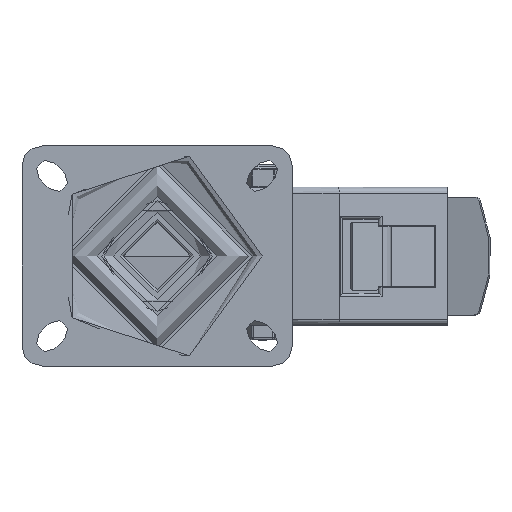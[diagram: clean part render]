
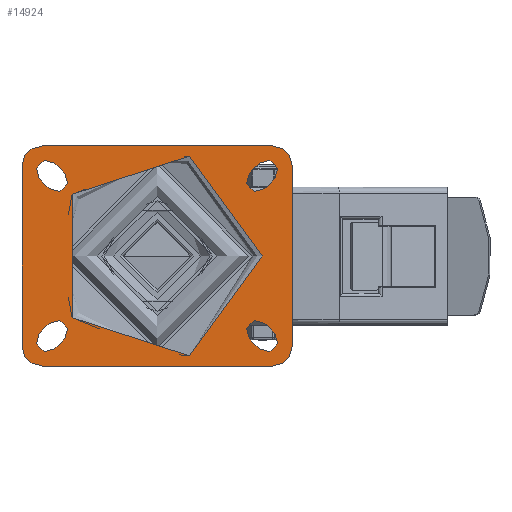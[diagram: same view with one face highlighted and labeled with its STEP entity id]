
A CAD part, top view. The second image highlights one B-rep face of the part: STEP entity #14924.
In plain terms, the highlighted planar face has unit normal (0, 0, 1).
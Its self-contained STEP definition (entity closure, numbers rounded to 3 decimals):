
#1348=FACE_BOUND('',#5515,.T.);
#1349=FACE_BOUND('',#5516,.T.);
#1350=FACE_BOUND('',#5517,.T.);
#1351=FACE_BOUND('',#5518,.T.);
#1352=FACE_BOUND('',#5519,.T.);
#1594=PLANE('',#16268);
#2242=LINE('',#28570,#3266);
#2243=LINE('',#28571,#3267);
#2244=LINE('',#28572,#3268);
#2245=LINE('',#28573,#3269);
#2246=LINE('',#28574,#3270);
#2247=LINE('',#28575,#3271);
#2248=LINE('',#28576,#3272);
#2249=LINE('',#28577,#3273);
#2250=LINE('',#28578,#3274);
#2251=LINE('',#28579,#3275);
#2252=LINE('',#28580,#3276);
#2253=LINE('',#28581,#3277);
#3266=VECTOR('',#18848,1000.);
#3267=VECTOR('',#18849,1000.);
#3268=VECTOR('',#18850,1000.);
#3269=VECTOR('',#18851,1000.);
#3270=VECTOR('',#18852,1000.);
#3271=VECTOR('',#18853,1000.);
#3272=VECTOR('',#18854,1000.);
#3273=VECTOR('',#18855,1000.);
#3274=VECTOR('',#18856,1000.);
#3275=VECTOR('',#18857,1000.);
#3276=VECTOR('',#18858,1000.);
#3277=VECTOR('',#18859,1000.);
#4515=FACE_OUTER_BOUND('',#5514,.T.);
#5514=EDGE_LOOP('',(#12436,#12437,#12438,#12439,#12440,#12441,#12442,#12443));
#5515=EDGE_LOOP('',(#12444));
#5516=EDGE_LOOP('',(#12445,#12446,#12447,#12448));
#5517=EDGE_LOOP('',(#12449,#12450,#12451,#12452));
#5518=EDGE_LOOP('',(#12453,#12454,#12455,#12456));
#5519=EDGE_LOOP('',(#12457,#12458,#12459,#12460));
#6211=CIRCLE('',#16112,5.5);
#6214=CIRCLE('',#16116,5.5);
#6215=CIRCLE('',#16118,5.5);
#6218=CIRCLE('',#16122,5.5);
#6219=CIRCLE('',#16124,5.5);
#6222=CIRCLE('',#16128,5.5);
#6223=CIRCLE('',#16130,5.5);
#6226=CIRCLE('',#16134,5.5);
#6227=CIRCLE('',#16136,10.);
#6229=CIRCLE('',#16139,10.);
#6231=CIRCLE('',#16142,10.);
#6233=CIRCLE('',#16145,10.);
#6240=CIRCLE('',#16154,52.494);
#7170=VERTEX_POINT('',#25652);
#7171=VERTEX_POINT('',#25653);
#7176=VERTEX_POINT('',#25664);
#7177=VERTEX_POINT('',#25666);
#7178=VERTEX_POINT('',#25670);
#7179=VERTEX_POINT('',#25671);
#7184=VERTEX_POINT('',#25682);
#7185=VERTEX_POINT('',#25684);
#7186=VERTEX_POINT('',#25688);
#7187=VERTEX_POINT('',#25689);
#7192=VERTEX_POINT('',#25700);
#7193=VERTEX_POINT('',#25702);
#7194=VERTEX_POINT('',#25706);
#7195=VERTEX_POINT('',#25707);
#7200=VERTEX_POINT('',#25718);
#7201=VERTEX_POINT('',#25720);
#7202=VERTEX_POINT('',#25724);
#7203=VERTEX_POINT('',#25725);
#7206=VERTEX_POINT('',#25733);
#7207=VERTEX_POINT('',#25734);
#7210=VERTEX_POINT('',#25742);
#7211=VERTEX_POINT('',#25743);
#7214=VERTEX_POINT('',#25751);
#7215=VERTEX_POINT('',#25752);
#7221=VERTEX_POINT('',#25768);
#8921=EDGE_CURVE('',#7170,#7171,#6211,.T.);
#8927=EDGE_CURVE('',#7177,#7176,#6214,.T.);
#8929=EDGE_CURVE('',#7178,#7179,#6215,.T.);
#8935=EDGE_CURVE('',#7185,#7184,#6218,.T.);
#8937=EDGE_CURVE('',#7186,#7187,#6219,.T.);
#8943=EDGE_CURVE('',#7193,#7192,#6222,.T.);
#8945=EDGE_CURVE('',#7194,#7195,#6223,.T.);
#8951=EDGE_CURVE('',#7201,#7200,#6226,.T.);
#8953=EDGE_CURVE('',#7202,#7203,#6227,.T.);
#8957=EDGE_CURVE('',#7206,#7207,#6229,.T.);
#8961=EDGE_CURVE('',#7210,#7211,#6231,.T.);
#8965=EDGE_CURVE('',#7214,#7215,#6233,.T.);
#8974=EDGE_CURVE('',#7221,#7221,#6240,.T.);
#9120=EDGE_CURVE('',#7207,#7210,#2242,.T.);
#9121=EDGE_CURVE('',#7203,#7206,#2243,.T.);
#9122=EDGE_CURVE('',#7215,#7202,#2244,.T.);
#9123=EDGE_CURVE('',#7211,#7214,#2245,.T.);
#9124=EDGE_CURVE('',#7176,#7170,#2246,.T.);
#9125=EDGE_CURVE('',#7171,#7177,#2247,.T.);
#9126=EDGE_CURVE('',#7184,#7178,#2248,.T.);
#9127=EDGE_CURVE('',#7179,#7185,#2249,.T.);
#9128=EDGE_CURVE('',#7192,#7186,#2250,.T.);
#9129=EDGE_CURVE('',#7187,#7193,#2251,.T.);
#9130=EDGE_CURVE('',#7200,#7194,#2252,.T.);
#9131=EDGE_CURVE('',#7195,#7201,#2253,.T.);
#12436=ORIENTED_EDGE('',*,*,#8961,.F.);
#12437=ORIENTED_EDGE('',*,*,#9120,.F.);
#12438=ORIENTED_EDGE('',*,*,#8957,.F.);
#12439=ORIENTED_EDGE('',*,*,#9121,.F.);
#12440=ORIENTED_EDGE('',*,*,#8953,.F.);
#12441=ORIENTED_EDGE('',*,*,#9122,.F.);
#12442=ORIENTED_EDGE('',*,*,#8965,.F.);
#12443=ORIENTED_EDGE('',*,*,#9123,.F.);
#12444=ORIENTED_EDGE('',*,*,#8974,.F.);
#12445=ORIENTED_EDGE('',*,*,#9124,.T.);
#12446=ORIENTED_EDGE('',*,*,#8921,.T.);
#12447=ORIENTED_EDGE('',*,*,#9125,.T.);
#12448=ORIENTED_EDGE('',*,*,#8927,.T.);
#12449=ORIENTED_EDGE('',*,*,#9126,.T.);
#12450=ORIENTED_EDGE('',*,*,#8929,.T.);
#12451=ORIENTED_EDGE('',*,*,#9127,.T.);
#12452=ORIENTED_EDGE('',*,*,#8935,.T.);
#12453=ORIENTED_EDGE('',*,*,#9128,.T.);
#12454=ORIENTED_EDGE('',*,*,#8937,.T.);
#12455=ORIENTED_EDGE('',*,*,#9129,.T.);
#12456=ORIENTED_EDGE('',*,*,#8943,.T.);
#12457=ORIENTED_EDGE('',*,*,#9130,.T.);
#12458=ORIENTED_EDGE('',*,*,#8945,.T.);
#12459=ORIENTED_EDGE('',*,*,#9131,.T.);
#12460=ORIENTED_EDGE('',*,*,#8951,.T.);
#14924=ADVANCED_FACE('',(#4515,#1348,#1349,#1350,#1351,#1352),#1594,.T.);
#16112=AXIS2_PLACEMENT_3D('',#25654,#18460,#18461);
#16116=AXIS2_PLACEMENT_3D('',#25667,#18471,#18472);
#16118=AXIS2_PLACEMENT_3D('',#25672,#18476,#18477);
#16122=AXIS2_PLACEMENT_3D('',#25685,#18487,#18488);
#16124=AXIS2_PLACEMENT_3D('',#25690,#18492,#18493);
#16128=AXIS2_PLACEMENT_3D('',#25703,#18503,#18504);
#16130=AXIS2_PLACEMENT_3D('',#25708,#18508,#18509);
#16134=AXIS2_PLACEMENT_3D('',#25721,#18519,#18520);
#16136=AXIS2_PLACEMENT_3D('',#25726,#18524,#18525);
#16139=AXIS2_PLACEMENT_3D('',#25735,#18532,#18533);
#16142=AXIS2_PLACEMENT_3D('',#25744,#18540,#18541);
#16145=AXIS2_PLACEMENT_3D('',#25753,#18548,#18549);
#16154=AXIS2_PLACEMENT_3D('',#25770,#18568,#18569);
#16268=AXIS2_PLACEMENT_3D('',#28569,#18846,#18847);
#18460=DIRECTION('center_axis',(0.,0.,-1.));
#18461=DIRECTION('ref_axis',(1.,0.,0.));
#18471=DIRECTION('center_axis',(0.,0.,-1.));
#18472=DIRECTION('ref_axis',(1.,0.,0.));
#18476=DIRECTION('center_axis',(0.,0.,-1.));
#18477=DIRECTION('ref_axis',(1.,0.,0.));
#18487=DIRECTION('center_axis',(0.,0.,-1.));
#18488=DIRECTION('ref_axis',(1.,0.,0.));
#18492=DIRECTION('center_axis',(0.,0.,-1.));
#18493=DIRECTION('ref_axis',(-1.,0.,0.));
#18503=DIRECTION('center_axis',(0.,0.,-1.));
#18504=DIRECTION('ref_axis',(-1.,0.,0.));
#18508=DIRECTION('center_axis',(0.,0.,-1.));
#18509=DIRECTION('ref_axis',(-1.,0.,0.));
#18519=DIRECTION('center_axis',(0.,0.,-1.));
#18520=DIRECTION('ref_axis',(-1.,0.,0.));
#18524=DIRECTION('center_axis',(0.,0.,-1.));
#18525=DIRECTION('ref_axis',(0.707,0.707,0.));
#18532=DIRECTION('center_axis',(0.,0.,-1.));
#18533=DIRECTION('ref_axis',(0.707,-0.707,0.));
#18540=DIRECTION('center_axis',(0.,0.,-1.));
#18541=DIRECTION('ref_axis',(-0.707,-0.707,0.));
#18548=DIRECTION('center_axis',(0.,0.,-1.));
#18549=DIRECTION('ref_axis',(-0.707,0.707,0.));
#18568=DIRECTION('center_axis',(0.,0.,1.));
#18569=DIRECTION('ref_axis',(-1.,0.,0.));
#18846=DIRECTION('center_axis',(0.,0.,1.));
#18847=DIRECTION('ref_axis',(1.,0.,0.));
#18848=DIRECTION('',(-1.,0.,0.));
#18849=DIRECTION('',(0.,-1.,0.));
#18850=DIRECTION('',(1.,0.,0.));
#18851=DIRECTION('',(0.,1.,0.));
#18852=DIRECTION('',(0.707,-0.707,0.));
#18853=DIRECTION('',(-0.707,0.707,0.));
#18854=DIRECTION('',(0.707,0.707,0.));
#18855=DIRECTION('',(-0.707,-0.707,0.));
#18856=DIRECTION('',(-0.707,-0.707,0.));
#18857=DIRECTION('',(0.707,0.707,0.));
#18858=DIRECTION('',(-0.707,0.707,0.));
#18859=DIRECTION('',(0.707,-0.707,0.));
#25652=CARTESIAN_POINT('',(-46.136,41.414,0.));
#25653=CARTESIAN_POINT('',(-53.914,33.636,0.));
#25654=CARTESIAN_POINT('Origin',(-50.025,37.525,0.));
#25664=CARTESIAN_POINT('',(-51.086,46.364,0.));
#25666=CARTESIAN_POINT('',(-58.864,38.586,0.));
#25667=CARTESIAN_POINT('Origin',(-54.975,42.475,0.));
#25670=CARTESIAN_POINT('',(-53.914,-33.636,0.));
#25671=CARTESIAN_POINT('',(-46.136,-41.414,0.));
#25672=CARTESIAN_POINT('Origin',(-50.025,-37.525,0.));
#25682=CARTESIAN_POINT('',(-58.864,-38.586,0.));
#25684=CARTESIAN_POINT('',(-51.086,-46.364,0.));
#25685=CARTESIAN_POINT('Origin',(-54.975,-42.475,0.));
#25688=CARTESIAN_POINT('',(53.914,33.636,0.));
#25689=CARTESIAN_POINT('',(46.136,41.414,0.));
#25690=CARTESIAN_POINT('Origin',(50.025,37.525,0.));
#25700=CARTESIAN_POINT('',(58.864,38.586,0.));
#25702=CARTESIAN_POINT('',(51.086,46.364,0.));
#25703=CARTESIAN_POINT('Origin',(54.975,42.475,0.));
#25706=CARTESIAN_POINT('',(46.136,-41.414,0.));
#25707=CARTESIAN_POINT('',(53.914,-33.636,0.));
#25708=CARTESIAN_POINT('Origin',(50.025,-37.525,0.));
#25718=CARTESIAN_POINT('',(51.086,-46.364,0.));
#25720=CARTESIAN_POINT('',(58.864,-38.586,0.));
#25721=CARTESIAN_POINT('Origin',(54.975,-42.475,0.));
#25724=CARTESIAN_POINT('',(57.5,55.,0.));
#25725=CARTESIAN_POINT('',(67.5,45.,0.));
#25726=CARTESIAN_POINT('Origin',(57.5,45.,0.));
#25733=CARTESIAN_POINT('',(67.5,-45.,0.));
#25734=CARTESIAN_POINT('',(57.5,-55.,0.));
#25735=CARTESIAN_POINT('Origin',(57.5,-45.,0.));
#25742=CARTESIAN_POINT('',(-57.5,-55.,0.));
#25743=CARTESIAN_POINT('',(-67.5,-45.,0.));
#25744=CARTESIAN_POINT('Origin',(-57.5,-45.,0.));
#25751=CARTESIAN_POINT('',(-67.5,45.,0.));
#25752=CARTESIAN_POINT('',(-57.5,55.,0.));
#25753=CARTESIAN_POINT('Origin',(-57.5,45.,0.));
#25768=CARTESIAN_POINT('',(52.494,0.,0.));
#25770=CARTESIAN_POINT('Origin',(0.,0.,0.));
#28569=CARTESIAN_POINT('Origin',(0.,0.,0.));
#28570=CARTESIAN_POINT('',(67.5,-55.,0.));
#28571=CARTESIAN_POINT('',(67.5,55.,0.));
#28572=CARTESIAN_POINT('',(-67.5,55.,0.));
#28573=CARTESIAN_POINT('',(-67.5,-55.,0.));
#28574=CARTESIAN_POINT('',(-51.086,46.364,0.));
#28575=CARTESIAN_POINT('',(-58.864,38.586,0.));
#28576=CARTESIAN_POINT('',(-58.864,-38.586,0.));
#28577=CARTESIAN_POINT('',(-51.086,-46.364,0.));
#28578=CARTESIAN_POINT('',(58.864,38.586,0.));
#28579=CARTESIAN_POINT('',(51.086,46.364,0.));
#28580=CARTESIAN_POINT('',(51.086,-46.364,0.));
#28581=CARTESIAN_POINT('',(58.864,-38.586,0.));
